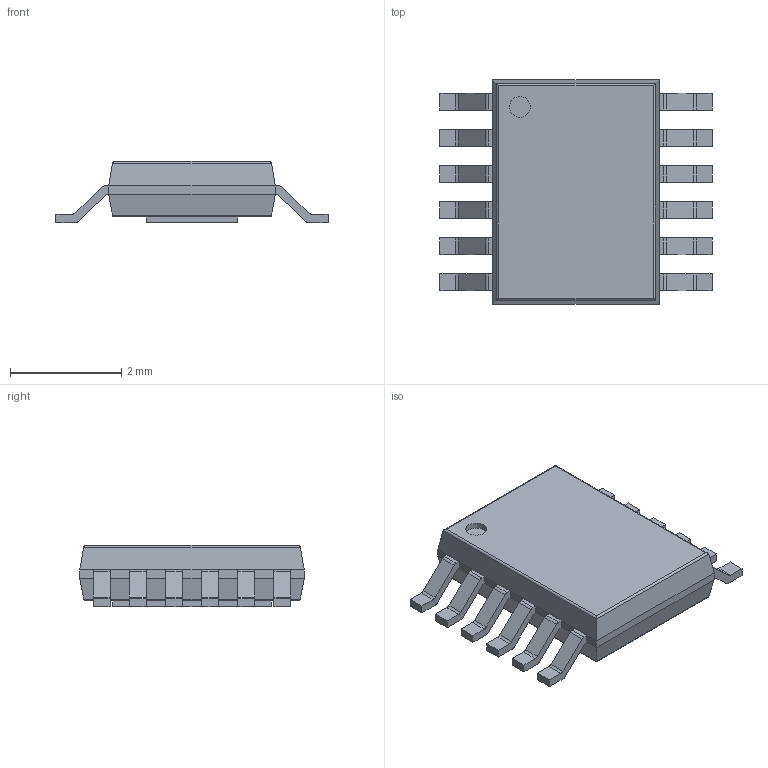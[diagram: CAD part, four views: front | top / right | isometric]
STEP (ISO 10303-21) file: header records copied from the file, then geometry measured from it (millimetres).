
FILE_DESCRIPTION(('FreeCAD Model'),'2;1');
FILE_NAME('13859560.2.1.stp','2022-05-05T15:24:28',( 'Author'),(''),'Open CASCADE STEP processor 6.9','FreeCAD','Unknown' );
FILE_SCHEMA(('AUTOMOTIVE_DESIGN { 1 0 10303 214 1 1 1 1 }'));
Length unit declared in the file: millimetre
Products named in the file (4): ASSEMBLY; Body; PinsArrayLR; ThermalPad
Assembly tree (3 placements, depth 2):
  ASSEMBLY
    Body
    PinsArrayLR
    ThermalPad
Bounding box: 4.9 x 4.04 x 1.1 mm (x, y, z)
Volume: 12.7 mm3; surface area: 59.8 mm2
Topology: 14 solids, 14 shells, 186 faces, 455 edges, 298 vertices
Faces by surface type: plane 141, cylinder 45
Full cylindrical faces by diameter (mm): 0.375 x1
Entity records: 11673 total; most frequent: CARTESIAN_POINT 2225, DIRECTION 1747, LINE 1165, VECTOR 1165, ORIENTED_EDGE 910, PCURVE 910, DEFINITIONAL_REPRESENTATION 910, EDGE_CURVE 455
